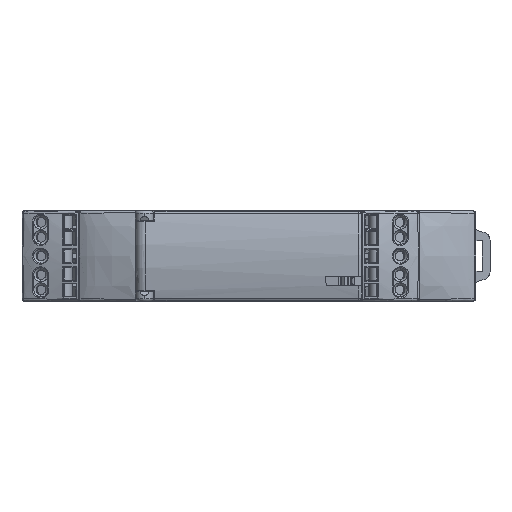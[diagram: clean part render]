
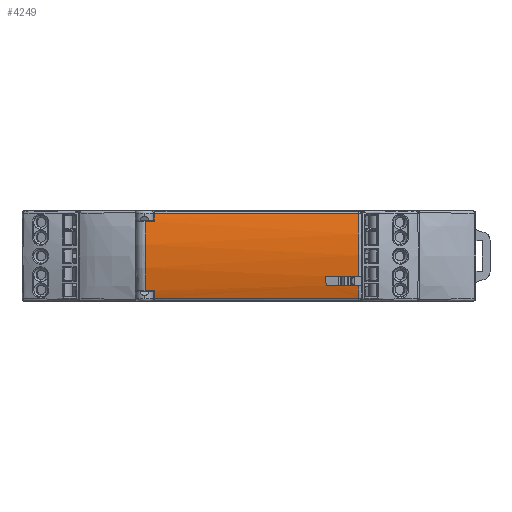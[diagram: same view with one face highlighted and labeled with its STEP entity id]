
A CAD part, left-side view. The second image highlights one B-rep face of the part: STEP entity #4249.
In plain terms, the highlighted cylindrical face has radius 30 mm (diameter 60 mm), a partial arc.
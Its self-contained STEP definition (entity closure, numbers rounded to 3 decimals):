
#4249=ADVANCED_FACE('',(#12504),#12505,.T.);
#12504=FACE_OUTER_BOUND('',#25389,.T.);
#12505=CYLINDRICAL_SURFACE('',#25390,30.0);
#25389=EDGE_LOOP('',(#59816,#59817,#59818,#59819,#59820,#59821,#59822,#59823,#59824,#59825,#59826,#59827,#59828,#59829));
#25390=AXIS2_PLACEMENT_3D('',#59830,#59831,#59832);
#59816=ORIENTED_EDGE('',*,*,#72524,.F.);
#59817=ORIENTED_EDGE('',*,*,#72525,.T.);
#59818=ORIENTED_EDGE('',*,*,#72526,.F.);
#59819=ORIENTED_EDGE('',*,*,#72527,.T.);
#59820=ORIENTED_EDGE('',*,*,#72528,.T.);
#59821=ORIENTED_EDGE('',*,*,#72529,.F.);
#59822=ORIENTED_EDGE('',*,*,#72530,.T.);
#59823=ORIENTED_EDGE('',*,*,#72445,.F.);
#59824=ORIENTED_EDGE('',*,*,#72443,.T.);
#59825=ORIENTED_EDGE('',*,*,#72518,.T.);
#59826=ORIENTED_EDGE('',*,*,#72523,.T.);
#59827=ORIENTED_EDGE('',*,*,#72531,.T.);
#59828=ORIENTED_EDGE('',*,*,#72532,.F.);
#59829=ORIENTED_EDGE('',*,*,#72533,.T.);
#59830=CARTESIAN_POINT('',(21.5,22.4,8.935));
#59831=DIRECTION('',(0.0,-1.0,0.0));
#59832=DIRECTION('',(0.0,0.0,1.0));
#72443=EDGE_CURVE('',#91453,#91451,#91454,.T.);
#72445=EDGE_CURVE('',#91453,#91456,#91457,.T.);
#72518=EDGE_CURVE('',#91451,#91588,#91590,.T.);
#72523=EDGE_CURVE('',#91588,#91595,#91597,.T.);
#72524=EDGE_CURVE('',#91598,#91599,#91600,.T.);
#72525=EDGE_CURVE('',#91598,#91601,#91602,.T.);
#72526=EDGE_CURVE('',#91603,#91601,#91604,.T.);
#72527=EDGE_CURVE('',#91603,#91605,#91606,.T.);
#72528=EDGE_CURVE('',#91605,#91607,#91608,.T.);
#72529=EDGE_CURVE('',#91609,#91607,#91610,.T.);
#72530=EDGE_CURVE('',#91609,#91456,#91611,.T.);
#72531=EDGE_CURVE('',#91595,#91612,#91613,.T.);
#72532=EDGE_CURVE('',#91614,#91612,#91615,.T.);
#72533=EDGE_CURVE('',#91614,#91599,#91616,.T.);
#91451=VERTEX_POINT('',#124197);
#91453=VERTEX_POINT('',#124199);
#91454=CIRCLE('',#124200,30.0);
#91456=VERTEX_POINT('',#124209);
#91457=LINE('',#124210,#124211);
#91588=VERTEX_POINT('',#124461);
#91590=LINE('',#124467,#124468);
#91595=VERTEX_POINT('',#124476);
#91597=B_SPLINE_CURVE_WITH_KNOTS('',3,(#124479,#124480,#124481,#124482),.UNSPECIFIED.,.F.,.F.,(4,4),(0.0,1.0),.UNSPECIFIED.);
#91598=VERTEX_POINT('',#124483);
#91599=VERTEX_POINT('',#124484);
#91600=LINE('',#124485,#124486);
#91601=VERTEX_POINT('',#124487);
#91602=CIRCLE('',#124488,30.0);
#91603=VERTEX_POINT('',#124489);
#91604=B_SPLINE_CURVE_WITH_KNOTS('',3,(#124490,#124491,#124492,#124493),.UNSPECIFIED.,.F.,.F.,(4,4),(0.0,1.0),.UNSPECIFIED.);
#91605=VERTEX_POINT('',#124494);
#91606=LINE('',#124495,#124496);
#91607=VERTEX_POINT('',#124497);
#91608=CIRCLE('',#124498,30.0);
#91609=VERTEX_POINT('',#124499);
#91610=LINE('',#124500,#124501);
#91611=B_SPLINE_CURVE_WITH_KNOTS('',3,(#124502,#124503,#124504,#124505),.UNSPECIFIED.,.F.,.F.,(4,4),(0.0,1.0),.UNSPECIFIED.);
#91612=VERTEX_POINT('',#124506);
#91613=CIRCLE('',#124507,30.0);
#91614=VERTEX_POINT('',#124508);
#91615=LINE('',#124509,#124510);
#91616=CIRCLE('',#124511,30.0);
#124197=CARTESIAN_POINT('',(-7.273,-21.8,17.427));
#124199=CARTESIAN_POINT('',(-8.225,-21.8,4.885));
#124200=AXIS2_PLACEMENT_3D('',#139767,#139768,#139769);
#124209=CARTESIAN_POINT('',(-8.225,-15.159,4.885));
#124210=CARTESIAN_POINT('',(-8.225,-21.8,4.885));
#124211=VECTOR('',#139770,6.641);
#124461=CARTESIAN_POINT('',(-7.273,18.766,17.427));
#124467=CARTESIAN_POINT('',(-7.273,-21.8,17.427));
#124468=VECTOR('',#139852,40.566);
#124476=CARTESIAN_POINT('',(-7.4,18.8,16.984));
#124479=CARTESIAN_POINT('',(-7.273,18.766,17.427));
#124480=CARTESIAN_POINT('',(-7.317,18.778,17.279));
#124481=CARTESIAN_POINT('',(-7.359,18.789,17.132));
#124482=CARTESIAN_POINT('',(-7.4,18.8,16.984));
#124483=CARTESIAN_POINT('',(-7.705,18.8,2.075));
#124484=CARTESIAN_POINT('',(-7.705,20.6,2.075));
#124485=CARTESIAN_POINT('',(-7.705,18.8,2.075));
#124486=VECTOR('',#139857,1.8);
#124487=CARTESIAN_POINT('',(-7.4,18.8,0.886));
#124488=AXIS2_PLACEMENT_3D('',#139858,#139859,#139860);
#124489=CARTESIAN_POINT('',(-7.273,18.766,0.443));
#124490=CARTESIAN_POINT('',(-7.273,18.766,0.443));
#124491=CARTESIAN_POINT('',(-7.317,18.778,0.591));
#124492=CARTESIAN_POINT('',(-7.359,18.789,0.738));
#124493=CARTESIAN_POINT('',(-7.4,18.8,0.886));
#124494=CARTESIAN_POINT('',(-7.273,-21.8,0.443));
#124495=CARTESIAN_POINT('',(-7.273,18.766,0.443));
#124496=VECTOR('',#139861,40.566);
#124497=CARTESIAN_POINT('',(-7.924,-21.8,3.085));
#124498=AXIS2_PLACEMENT_3D('',#139862,#139863,#139864);
#124499=CARTESIAN_POINT('',(-7.924,-15.332,3.085));
#124500=CARTESIAN_POINT('',(-7.924,-15.332,3.085));
#124501=VECTOR('',#139865,6.468);
#124502=CARTESIAN_POINT('',(-7.924,-15.332,3.085));
#124503=CARTESIAN_POINT('',(-8.043,-15.264,3.681));
#124504=CARTESIAN_POINT('',(-8.143,-15.206,4.281));
#124505=CARTESIAN_POINT('',(-8.225,-15.159,4.885));
#124506=CARTESIAN_POINT('',(-7.705,18.8,15.795));
#124507=AXIS2_PLACEMENT_3D('',#139866,#139867,#139868);
#124508=CARTESIAN_POINT('',(-7.705,20.6,15.795));
#124509=CARTESIAN_POINT('',(-7.705,20.6,15.795));
#124510=VECTOR('',#139869,1.8);
#124511=AXIS2_PLACEMENT_3D('',#139870,#139871,#139872);
#139767=CARTESIAN_POINT('',(21.5,-21.8,8.935));
#139768=DIRECTION('',(0.0,1.0,0.0));
#139769=DIRECTION('',(-0.991,0.0,-0.135));
#139770=DIRECTION('',(0.0,1.0,0.0));
#139852=DIRECTION('',(0.0,1.0,0.0));
#139857=DIRECTION('',(0.0,1.0,0.));
#139858=CARTESIAN_POINT('',(21.5,18.8,8.935));
#139859=DIRECTION('',(0.0,-1.0,-0.0));
#139860=DIRECTION('',(-0.974,0.0,-0.229));
#139861=DIRECTION('',(0.0,-1.0,0.0));
#139862=CARTESIAN_POINT('',(21.5,-21.8,8.935));
#139863=DIRECTION('',(0.0,1.0,0.0));
#139864=DIRECTION('',(-0.959,0.0,-0.283));
#139865=DIRECTION('',(0.,-1.0,0.0));
#139866=CARTESIAN_POINT('',(21.5,18.8,8.935));
#139867=DIRECTION('',(0.0,-1.0,0.0));
#139868=DIRECTION('',(-0.963,0.0,0.268));
#139869=DIRECTION('',(-0.0,-1.0,0.));
#139870=CARTESIAN_POINT('',(21.5,20.6,8.935));
#139871=DIRECTION('',(0.0,-1.0,0.0));
#139872=DIRECTION('',(-0.974,0.0,0.229));
